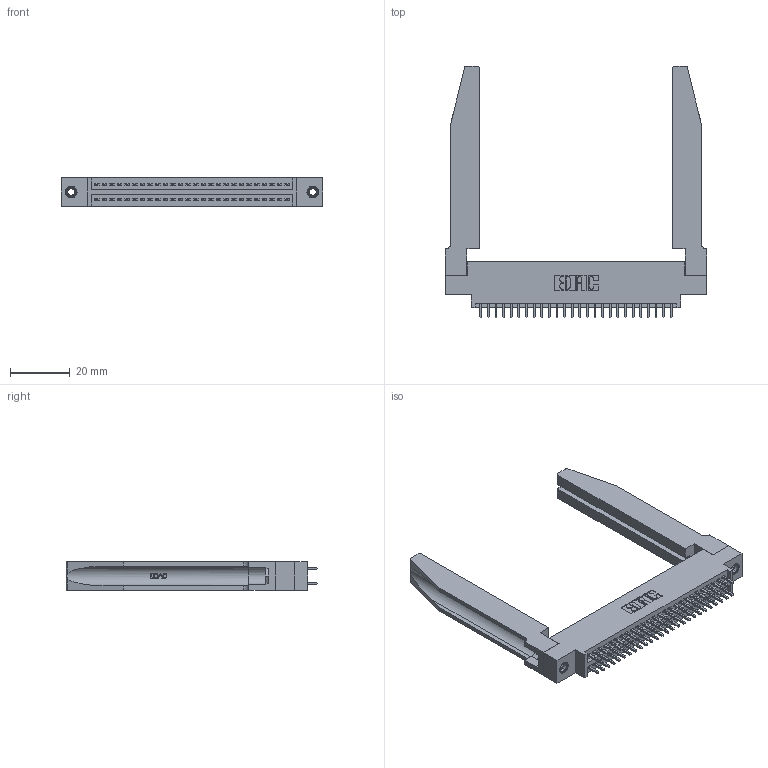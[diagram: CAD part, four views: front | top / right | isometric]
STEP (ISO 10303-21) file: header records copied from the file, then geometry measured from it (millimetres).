
FILE_DESCRIPTION (( 'STEP AP203' ), '1' );
FILE_NAME ('345-052-521-878.STEP', '2019-10-29T14:13:07', ( '' ), ( '' ), 'SwSTEP 2.0', 'SolidWorks 2016', '' );
FILE_SCHEMA (( 'CONFIG_CONTROL_DESIGN' ));
Length unit declared in the file: inch
Products named in the file (5): 345-250-001_345-250-001-102; 345-052-521-878; 345 Part_0.170 Offset - 0.156 Dia-TH; 345-292-001_345-293-121; 345-220-078_345-220-078
Assembly tree (57 placements, depth 2):
  345-052-521-878
    345 Part_0.170 Offset - 0.156 Dia-TH
    345-292-001_345-293-121  x52
    345-250-001_345-250-001-102  x2
    345-220-078_345-220-078  x2
Bounding box: 87.27 x 84 x 9.4 mm (x, y, z)
Volume: 15965.2 mm3; surface area: 18647.2 mm2
Topology: 57 solids, 57 shells, 2964 faces, 8709 edges, 5726 vertices
Faces by surface type: plane 1942, cylinder 970, bspline 36, cone 12, torus 4
Entity records: 27444 total; most frequent: CARTESIAN_POINT 5535, ORIENTED_EDGE 4366, DIRECTION 3893, EDGE_CURVE 2183, VECTOR 1853, LINE 1853, VERTEX_POINT 1448, AXIS2_PLACEMENT_3D 1020
